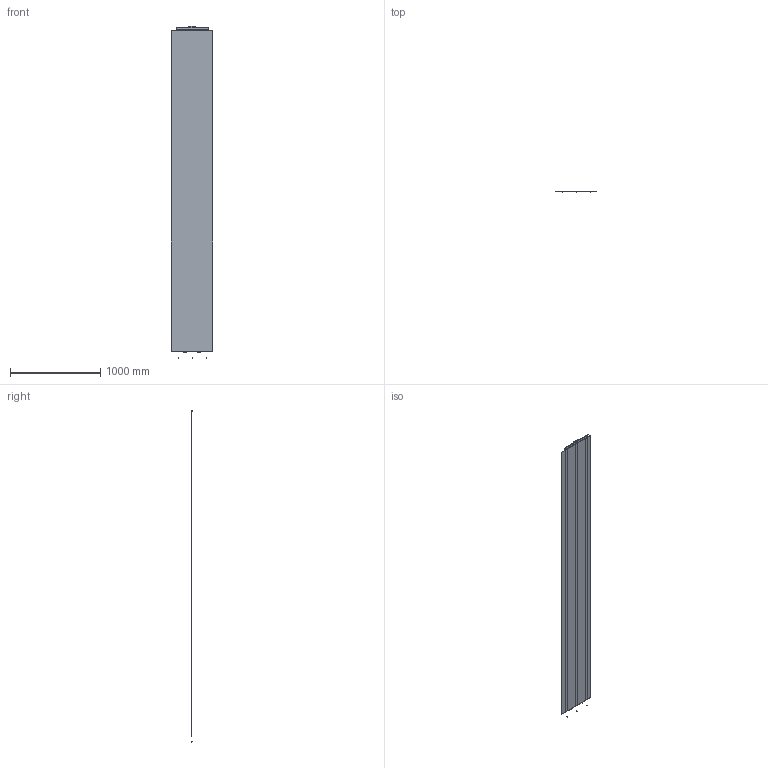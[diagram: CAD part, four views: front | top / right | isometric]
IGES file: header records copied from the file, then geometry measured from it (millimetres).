
Global section: file name: connettore_HV_harness.igs; preprocessor: I-DEAS 3D IGES Translator 10; date: 20031124.152815; units: millimetre
Bounding box: 463 x 11.84 x 3672.67 mm (x, y, z)
Surface area: 15821042.9 mm2 (no closed solid volume)
Topology: 0 solids, 0 shells, 165 faces, 1148 edges, 1392 vertices
Faces by surface type: bspline 165
